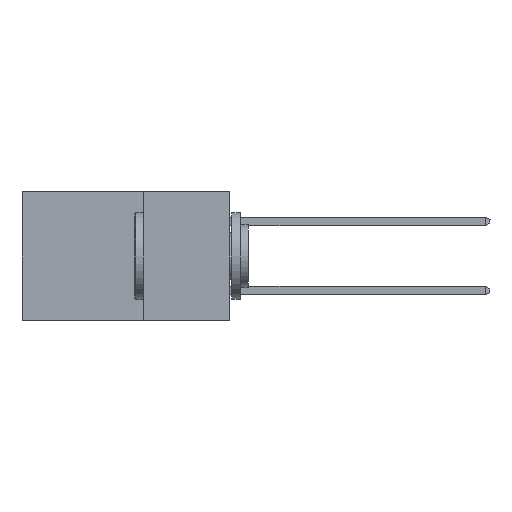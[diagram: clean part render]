
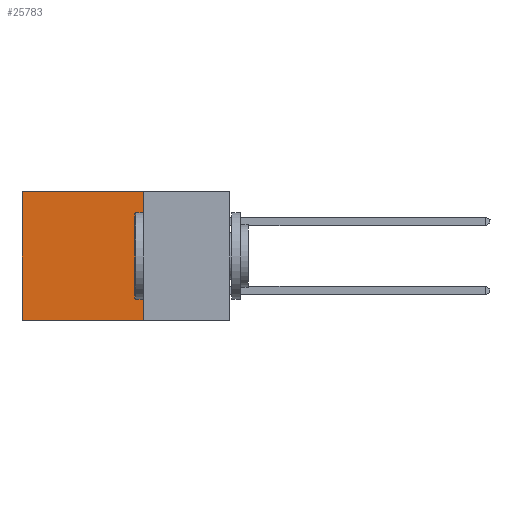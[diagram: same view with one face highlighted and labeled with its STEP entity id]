
A CAD part, left-side view. The second image highlights one B-rep face of the part: STEP entity #25783.
In plain terms, the highlighted planar face has unit normal (-1, 0, 0).
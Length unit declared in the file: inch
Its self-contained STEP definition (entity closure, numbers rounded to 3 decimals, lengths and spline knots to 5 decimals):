
#157 = DIRECTION ( 'NONE',  ( 0., 0., -1. ) ) ;
#509 = LINE ( 'NONE', #24642, #10721 ) ;
#725 = VERTEX_POINT ( 'NONE', #27412 ) ;
#1729 = DIRECTION ( 'NONE',  ( 0., 0., -1. ) ) ;
#1827 = CARTESIAN_POINT ( 'NONE',  ( 0.2615, 0.6, -0.37 ) ) ;
#2252 = EDGE_CURVE ( 'NONE', #725, #14266, #6252, .T. ) ;
#3994 = FACE_OUTER_BOUND ( 'NONE', #5827, .T. ) ;
#5302 = VECTOR ( 'NONE', #16892, 39.37008 ) ;
#5827 = EDGE_LOOP ( 'NONE', ( #9061, #6376, #10903, #23539 ) ) ;
#5969 = CARTESIAN_POINT ( 'NONE',  ( 0.2615, 0.25, -0.37 ) ) ;
#6252 = LINE ( 'NONE', #12804, #5302 ) ;
#6376 = ORIENTED_EDGE ( 'NONE', *, *, #2252, .F. ) ;
#7675 = EDGE_CURVE ( 'NONE', #27957, #725, #23032, .T. ) ;
#7847 = VECTOR ( 'NONE', #25736, 39.37008 ) ;
#9061 = ORIENTED_EDGE ( 'NONE', *, *, #25010, .T. ) ;
#9470 = DIRECTION ( 'NONE',  ( 0., 0., -1. ) ) ;
#10721 = VECTOR ( 'NONE', #9470, 39.37008 ) ;
#10903 = ORIENTED_EDGE ( 'NONE', *, *, #7675, .F. ) ;
#12804 = CARTESIAN_POINT ( 'NONE',  ( 0.2615, 0.25, -0.37 ) ) ;
#12813 = DIRECTION ( 'NONE',  ( 1., 0., 0. ) ) ;
#14266 = VERTEX_POINT ( 'NONE', #1827 ) ;
#14831 = AXIS2_PLACEMENT_3D ( 'NONE', #21752, #12813, #157 ) ;
#14942 = VERTEX_POINT ( 'NONE', #24086 ) ;
#15060 = PLANE ( 'NONE',  #14831 ) ;
#16892 = DIRECTION ( 'NONE',  ( 0., 1., 0. ) ) ;
#19090 = CARTESIAN_POINT ( 'NONE',  ( 0.2615, 0.25, 0. ) ) ;
#19525 = LINE ( 'NONE', #19090, #7847 ) ;
#20402 = EDGE_CURVE ( 'NONE', #27957, #14942, #19525, .T. ) ;
#20706 = CARTESIAN_POINT ( 'NONE',  ( 0.2615, 0.25, 0. ) ) ;
#21752 = CARTESIAN_POINT ( 'NONE',  ( 0.2615, 0.25, -0.37 ) ) ;
#23032 = LINE ( 'NONE', #5969, #26955 ) ;
#23539 = ORIENTED_EDGE ( 'NONE', *, *, #20402, .T. ) ;
#24086 = CARTESIAN_POINT ( 'NONE',  ( 0.2615, 0.6, 0. ) ) ;
#24642 = CARTESIAN_POINT ( 'NONE',  ( 0.2615, 0.6, -0.37 ) ) ;
#25010 = EDGE_CURVE ( 'NONE', #14942, #14266, #509, .T. ) ;
#25736 = DIRECTION ( 'NONE',  ( 0., 1., 0. ) ) ;
#25783 = ADVANCED_FACE ( 'NONE', ( #3994 ), #15060, .F. ) ;
#26955 = VECTOR ( 'NONE', #1729, 39.37008 ) ;
#27412 = CARTESIAN_POINT ( 'NONE',  ( 0.2615, 0.25, -0.37 ) ) ;
#27957 = VERTEX_POINT ( 'NONE', #20706 ) ;
